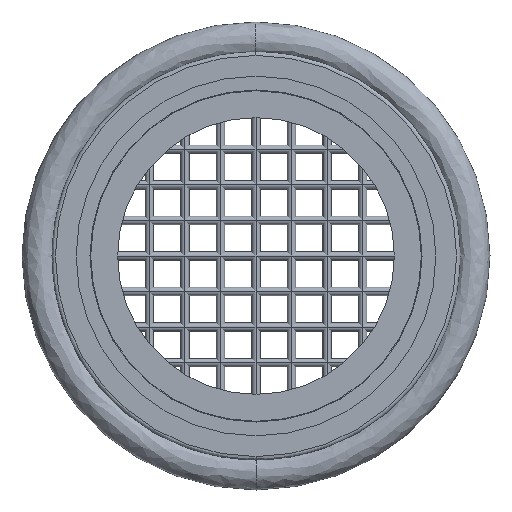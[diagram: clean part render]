
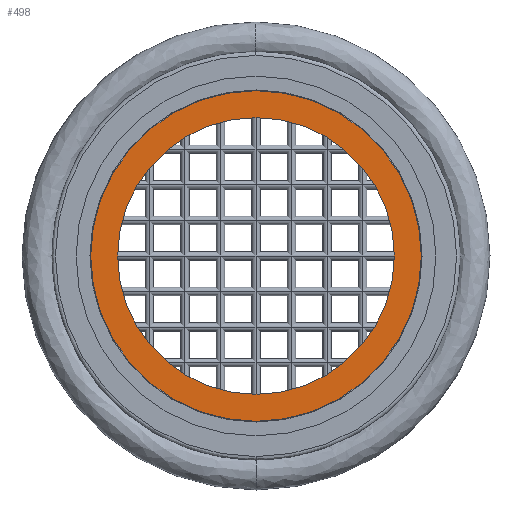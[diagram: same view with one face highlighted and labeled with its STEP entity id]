
A CAD part, left-side view. The second image highlights one B-rep face of the part: STEP entity #498.
In plain terms, the highlighted planar face has unit normal (-1, 0, 0).
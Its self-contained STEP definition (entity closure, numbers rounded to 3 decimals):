
#498=ADVANCED_FACE('',(#980,#981),#979,.T.);
#979=PLANE('',#1474);
#980=FACE_OUTER_BOUND('',#1475,.T.);
#981=FACE_BOUND('',#1476,.T.);
#1471=CARTESIAN_POINT('',(0.,-24.838,-27.485));
#1472=DIRECTION('',(-1.,0.,0.));
#1473=DIRECTION('',(0.,0.,1.));
#1474=AXIS2_PLACEMENT_3D('',#1471,#1472,#1473);
#1475=EDGE_LOOP('',(#1671,#1672));
#1476=EDGE_LOOP('',(#1673,#1674));
#1671=ORIENTED_EDGE('',*,*,#1779,.F.);
#1672=ORIENTED_EDGE('',*,*,#1780,.F.);
#1673=ORIENTED_EDGE('',*,*,#1781,.T.);
#1674=ORIENTED_EDGE('',*,*,#1782,.T.);
#1779=EDGE_CURVE('',#2347,#2348,#2349,.T.);
#1780=EDGE_CURVE('',#2348,#2347,#2355,.T.);
#1781=EDGE_CURVE('',#2361,#2362,#2363,.T.);
#1782=EDGE_CURVE('',#2362,#2361,#2369,.T.);
#2347=VERTEX_POINT('',#2771);
#2348=VERTEX_POINT('',#2772);
#2349=CIRCLE('',#2776,11.95);
#2355=CIRCLE('',#2780,11.95);
#2361=VERTEX_POINT('',#2781);
#2362=VERTEX_POINT('',#2782);
#2363=CIRCLE('',#2786,10.);
#2369=CIRCLE('',#2790,10.);
#2771=CARTESIAN_POINT('',(0.,0.,-11.95));
#2772=CARTESIAN_POINT('',(0.,0.,11.95));
#2773=CARTESIAN_POINT('',(0.,0.,0.));
#2774=DIRECTION('',(1.,0.,0.));
#2775=DIRECTION('',(0.,0.,1.));
#2776=AXIS2_PLACEMENT_3D('',#2773,#2774,#2775);
#2777=CARTESIAN_POINT('',(0.,0.,0.));
#2778=DIRECTION('',(1.,0.,0.));
#2779=DIRECTION('',(0.,0.,1.));
#2780=AXIS2_PLACEMENT_3D('',#2777,#2778,#2779);
#2781=CARTESIAN_POINT('',(0.,0.,10.));
#2782=CARTESIAN_POINT('',(0.,0.,-10.));
#2783=CARTESIAN_POINT('',(0.,0.,0.));
#2784=DIRECTION('',(1.,0.,0.));
#2785=DIRECTION('',(0.,0.,1.));
#2786=AXIS2_PLACEMENT_3D('',#2783,#2784,#2785);
#2787=CARTESIAN_POINT('',(0.,0.,0.));
#2788=DIRECTION('',(1.,0.,0.));
#2789=DIRECTION('',(0.,0.,1.));
#2790=AXIS2_PLACEMENT_3D('',#2787,#2788,#2789);
